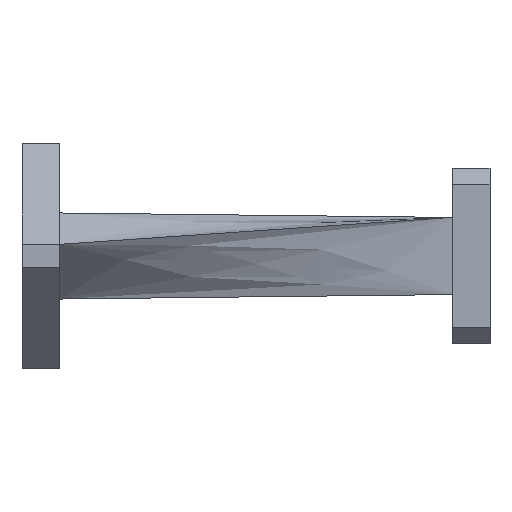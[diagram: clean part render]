
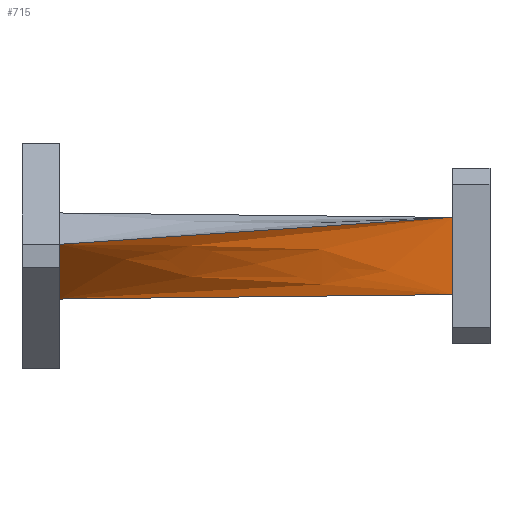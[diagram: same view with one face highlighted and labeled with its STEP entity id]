
A CAD part, top view. The second image highlights one B-rep face of the part: STEP entity #715.
In plain terms, the highlighted free-form (B-spline) face has degree [3, 1] with [6, 2] control points.
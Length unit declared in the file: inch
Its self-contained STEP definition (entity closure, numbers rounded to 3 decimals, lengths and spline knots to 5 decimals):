
#36 = FACE_OUTER_BOUND ( 'NONE', #290, .T. ) ;
#70 = CARTESIAN_POINT ( 'NONE',  ( -1.68, -0.14496, -0.01061 ) ) ;
#78 = CARTESIAN_POINT ( 'NONE',  ( 0., -0.055, 0.095 ) ) ;
#179 = LINE ( 'NONE', #1439, #341 ) ;
#205 = CARTESIAN_POINT ( 'NONE',  ( 0., 0.165, 0.095 ) ) ;
#240 = CARTESIAN_POINT ( 'NONE',  ( -1.68, 0.0495, 0.18385 ) ) ;
#271 = CARTESIAN_POINT ( 'NONE',  ( -1.68, 0.0495, 0.18385 ) ) ;
#290 = EDGE_LOOP ( 'NONE', ( #1026, #1356, #926, #1621 ) ) ;
#335 = CARTESIAN_POINT ( 'NONE',  ( -1.68, -0.10607, 0.02828 ) ) ;
#341 = VECTOR ( 'NONE', #1151, 39.37008 ) ;
#393 = CARTESIAN_POINT ( 'NONE',  ( -1.68, -0.18385, -0.0495 ) ) ;
#395 = VERTEX_POINT ( 'NONE', #393 ) ;
#423 = DIRECTION ( 'NONE',  ( 0., -0.707, -0.707 ) ) ;
#454 = CARTESIAN_POINT ( 'NONE',  ( 0., 0.165, 0.095 ) ) ;
#559 = VERTEX_POINT ( 'NONE', #454 ) ;
#615 = CARTESIAN_POINT ( 'NONE',  ( 0., 0.11, 0.095 ) ) ;
#673 = DIRECTION ( 'NONE',  ( 0.996, 0.068, -0.053 ) ) ;
#715 = ADVANCED_FACE ( 'NONE', ( #36 ), #822, .T. ) ;
#743 = LINE ( 'NONE', #271, #966 ) ;
#822 = B_SPLINE_SURFACE_WITH_KNOTS ( 'NONE', 3, 1, ( 
 ( #1527, #205 ),
 ( #863, #615 ),
 ( #1264, #1391 ),
 ( #335, #78 ),
 ( #70, #1407 ),
 ( #851, #1543 ) ),
 .UNSPECIFIED., .F., .F., .F.,
 ( 4, 2, 4 ),
 ( 2, 2 ),
 ( 0., 0.5, 1. ),
 ( 0., 1. ),
 .UNSPECIFIED. ) ;
#851 = CARTESIAN_POINT ( 'NONE',  ( -1.68, -0.18385, -0.0495 ) ) ;
#863 = CARTESIAN_POINT ( 'NONE',  ( -1.68, 0.01061, 0.14496 ) ) ;
#925 = CARTESIAN_POINT ( 'NONE',  ( -0.84, 0.10725, 0.13942 ) ) ;
#926 = ORIENTED_EDGE ( 'NONE', *, *, #975, .T. ) ;
#966 = VECTOR ( 'NONE', #423, 39.37008 ) ;
#975 = EDGE_CURVE ( 'NONE', #1593, #559, #179, .T. ) ;
#1011 = VECTOR ( 'NONE', #673, 39.37008 ) ;
#1026 = ORIENTED_EDGE ( 'NONE', *, *, #1609, .T. ) ;
#1050 = LINE ( 'NONE', #1242, #1366 ) ;
#1151 = DIRECTION ( 'NONE',  ( 0., 1., 0. ) ) ;
#1177 = EDGE_CURVE ( 'NONE', #395, #1593, #1050, .T. ) ;
#1178 = VERTEX_POINT ( 'NONE', #240 ) ;
#1180 = LINE ( 'NONE', #925, #1011 ) ;
#1242 = CARTESIAN_POINT ( 'NONE',  ( -0.84, -0.17442, 0.02275 ) ) ;
#1245 = EDGE_CURVE ( 'NONE', #1178, #559, #1180, .T. ) ;
#1264 = CARTESIAN_POINT ( 'NONE',  ( -1.68, -0.02828, 0.10607 ) ) ;
#1356 = ORIENTED_EDGE ( 'NONE', *, *, #1177, .T. ) ;
#1366 = VECTOR ( 'NONE', #1530, 39.37008 ) ;
#1391 = CARTESIAN_POINT ( 'NONE',  ( 0., 0.055, 0.095 ) ) ;
#1407 = CARTESIAN_POINT ( 'NONE',  ( 0., -0.11, 0.095 ) ) ;
#1439 = CARTESIAN_POINT ( 'NONE',  ( 0., -0.165, 0.095 ) ) ;
#1527 = CARTESIAN_POINT ( 'NONE',  ( -1.68, 0.0495, 0.18385 ) ) ;
#1530 = DIRECTION ( 'NONE',  ( 0.996, 0.011, 0.086 ) ) ;
#1543 = CARTESIAN_POINT ( 'NONE',  ( 0., -0.165, 0.095 ) ) ;
#1591 = CARTESIAN_POINT ( 'NONE',  ( 0., -0.165, 0.095 ) ) ;
#1593 = VERTEX_POINT ( 'NONE', #1591 ) ;
#1609 = EDGE_CURVE ( 'NONE', #1178, #395, #743, .T. ) ;
#1621 = ORIENTED_EDGE ( 'NONE', *, *, #1245, .F. ) ;
